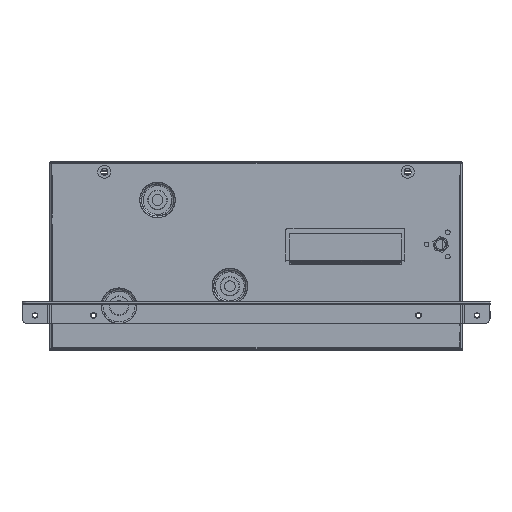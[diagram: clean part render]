
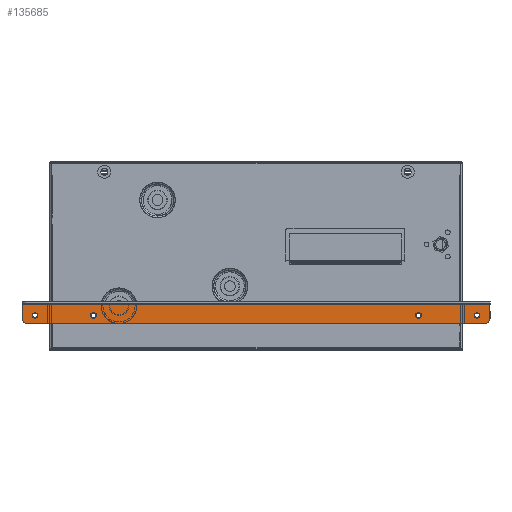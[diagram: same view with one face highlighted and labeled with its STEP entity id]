
A CAD part, front view. The second image highlights one B-rep face of the part: STEP entity #135685.
In plain terms, the highlighted planar face has unit normal (0, -1, 0).
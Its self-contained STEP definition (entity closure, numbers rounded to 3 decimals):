
#8153 = DIRECTION ( 'NONE',  ( 0., 0., 1. ) ) ;
#9305 = CIRCLE ( 'NONE', #100671, 5. ) ;
#9485 = VERTEX_POINT ( 'NONE', #226045 ) ;
#10448 = ORIENTED_EDGE ( 'NONE', *, *, #227153, .F. ) ;
#14562 = VERTEX_POINT ( 'NONE', #90267 ) ;
#16037 = CIRCLE ( 'NONE', #37831, 2.25 ) ;
#18728 = ORIENTED_EDGE ( 'NONE', *, *, #72418, .T. ) ;
#20312 = AXIS2_PLACEMENT_3D ( 'NONE', #87524, #206164, #83527 ) ;
#20452 = VERTEX_POINT ( 'NONE', #205578 ) ;
#20618 = FACE_OUTER_BOUND ( 'NONE', #78302, .T. ) ;
#21041 = CARTESIAN_POINT ( 'NONE',  ( 150., -408.05, 31.5 ) ) ;
#24240 = CARTESIAN_POINT ( 'NONE',  ( 206.5, -408.05, 31.5 ) ) ;
#24734 = ORIENTED_EDGE ( 'NONE', *, *, #197168, .T. ) ;
#25218 = DIRECTION ( 'NONE',  ( -1., 0., 0. ) ) ;
#31531 = DIRECTION ( 'NONE',  ( 0., 0., -1. ) ) ;
#31763 = CARTESIAN_POINT ( 'NONE',  ( 204., -408.05, 31.5 ) ) ;
#32213 = EDGE_CURVE ( 'NONE', #14562, #62689, #198792, .T. ) ;
#32415 = CARTESIAN_POINT ( 'NONE',  ( 216., -408.05, 42. ) ) ;
#34029 = CIRCLE ( 'NONE', #134163, 2.5 ) ;
#37744 = ORIENTED_EDGE ( 'NONE', *, *, #53393, .T. ) ;
#37831 = AXIS2_PLACEMENT_3D ( 'NONE', #21041, #104116, #229440 ) ;
#39311 = DIRECTION ( 'NONE',  ( 0., 0., -1. ) ) ;
#40679 = CARTESIAN_POINT ( 'NONE',  ( 150., -408.05, 31.5 ) ) ;
#47664 = VERTEX_POINT ( 'NONE', #175943 ) ;
#49450 = VERTEX_POINT ( 'NONE', #24240 ) ;
#53393 = EDGE_CURVE ( 'NONE', #108228, #238765, #16037, .T. ) ;
#53510 = CIRCLE ( 'NONE', #170957, 2.25 ) ;
#57694 = EDGE_CURVE ( 'NONE', #238765, #108228, #99595, .T. ) ;
#58011 = DIRECTION ( 'NONE',  ( 1., 0., 0. ) ) ;
#58945 = ORIENTED_EDGE ( 'NONE', *, *, #242416, .T. ) ;
#59572 = CARTESIAN_POINT ( 'NONE',  ( -216., -408.05, 42. ) ) ;
#62689 = VERTEX_POINT ( 'NONE', #32415 ) ;
#62835 = FACE_BOUND ( 'NONE', #202267, .T. ) ;
#64050 = EDGE_CURVE ( 'NONE', #64091, #164634, #141335, .T. ) ;
#64091 = VERTEX_POINT ( 'NONE', #59572 ) ;
#64350 = EDGE_CURVE ( 'NONE', #49450, #156282, #110247, .T. ) ;
#64829 = VERTEX_POINT ( 'NONE', #109174 ) ;
#72418 = EDGE_CURVE ( 'NONE', #100187, #185713, #121359, .T. ) ;
#76528 = LINE ( 'NONE', #94284, #247665 ) ;
#78302 = EDGE_LOOP ( 'NONE', ( #119018, #24734, #160452, #107009, #209826, #10448 ) ) ;
#81528 = CARTESIAN_POINT ( 'NONE',  ( 147.75, -408.05, 31.5 ) ) ;
#81530 = DIRECTION ( 'NONE',  ( 1., 0., 0. ) ) ;
#83527 = DIRECTION ( 'NONE',  ( 1., 0., 0. ) ) ;
#85569 = DIRECTION ( 'NONE',  ( 0., 1., 0. ) ) ;
#85944 = DIRECTION ( 'NONE',  ( 1., 0., 0. ) ) ;
#87524 = CARTESIAN_POINT ( 'NONE',  ( -150., -408.05, 31.5 ) ) ;
#90267 = CARTESIAN_POINT ( 'NONE',  ( 216., -408.05, 29. ) ) ;
#93131 = EDGE_CURVE ( 'NONE', #64829, #47664, #96198, .T. ) ;
#94284 = CARTESIAN_POINT ( 'NONE',  ( 216., -408.05, 42. ) ) ;
#96099 = CARTESIAN_POINT ( 'NONE',  ( 204., -408.05, 31.5 ) ) ;
#96198 = LINE ( 'NONE', #116634, #123895 ) ;
#98498 = CARTESIAN_POINT ( 'NONE',  ( 201.5, -408.05, 31.5 ) ) ;
#98785 = DIRECTION ( 'NONE',  ( 0., 1., 0. ) ) ;
#99595 = CIRCLE ( 'NONE', #134411, 2.25 ) ;
#100187 = VERTEX_POINT ( 'NONE', #205781 ) ;
#100441 = EDGE_LOOP ( 'NONE', ( #178078, #124601 ) ) ;
#100671 = AXIS2_PLACEMENT_3D ( 'NONE', #265431, #142822, #39311 ) ;
#101476 = DIRECTION ( 'NONE',  ( -1., 0., 0. ) ) ;
#103185 = CARTESIAN_POINT ( 'NONE',  ( -204., -408.05, 31.5 ) ) ;
#104116 = DIRECTION ( 'NONE',  ( 0., 1., 0. ) ) ;
#107009 = ORIENTED_EDGE ( 'NONE', *, *, #122855, .F. ) ;
#108228 = VERTEX_POINT ( 'NONE', #81528 ) ;
#109174 = CARTESIAN_POINT ( 'NONE',  ( -211., -408.05, 24. ) ) ;
#110247 = CIRCLE ( 'NONE', #118995, 2.5 ) ;
#111405 = AXIS2_PLACEMENT_3D ( 'NONE', #103185, #165818, #164478 ) ;
#113004 = EDGE_CURVE ( 'NONE', #185713, #100187, #202626, .T. ) ;
#116634 = CARTESIAN_POINT ( 'NONE',  ( -216., -408.05, 24. ) ) ;
#118995 = AXIS2_PLACEMENT_3D ( 'NONE', #96099, #98785, #101476 ) ;
#119018 = ORIENTED_EDGE ( 'NONE', *, *, #32213, .T. ) ;
#121359 = CIRCLE ( 'NONE', #156168, 2.5 ) ;
#122855 = EDGE_CURVE ( 'NONE', #64829, #164634, #158045, .T. ) ;
#123895 = VECTOR ( 'NONE', #58011, 1000. ) ;
#124601 = ORIENTED_EDGE ( 'NONE', *, *, #64350, .T. ) ;
#130747 = CARTESIAN_POINT ( 'NONE',  ( -206.5, -408.05, 31.5 ) ) ;
#134163 = AXIS2_PLACEMENT_3D ( 'NONE', #31763, #214324, #257887 ) ;
#134411 = AXIS2_PLACEMENT_3D ( 'NONE', #40679, #85569, #81530 ) ;
#135685 = ADVANCED_FACE ( 'NONE', ( #20618, #208585, #62835, #230347, #184115 ), #246742, .T. ) ;
#137207 = ORIENTED_EDGE ( 'NONE', *, *, #57694, .T. ) ;
#141335 = LINE ( 'NONE', #267957, #157889 ) ;
#142822 = DIRECTION ( 'NONE',  ( 0., 1., 0. ) ) ;
#144573 = CARTESIAN_POINT ( 'NONE',  ( 0., -408.05, 42.5 ) ) ;
#156168 = AXIS2_PLACEMENT_3D ( 'NONE', #166944, #258073, #25218 ) ;
#156282 = VERTEX_POINT ( 'NONE', #98498 ) ;
#157889 = VECTOR ( 'NONE', #186236, 1000. ) ;
#158045 = CIRCLE ( 'NONE', #223386, 5. ) ;
#160452 = ORIENTED_EDGE ( 'NONE', *, *, #64050, .T. ) ;
#164478 = DIRECTION ( 'NONE',  ( -1., 0., 0. ) ) ;
#164634 = VERTEX_POINT ( 'NONE', #219101 ) ;
#165818 = DIRECTION ( 'NONE',  ( 0., 1., 0. ) ) ;
#166346 = DIRECTION ( 'NONE',  ( 0., -1., 0. ) ) ;
#166944 = CARTESIAN_POINT ( 'NONE',  ( -204., -408.05, 31.5 ) ) ;
#169972 = ORIENTED_EDGE ( 'NONE', *, *, #113004, .T. ) ;
#170957 = AXIS2_PLACEMENT_3D ( 'NONE', #175859, #254897, #256224 ) ;
#175859 = CARTESIAN_POINT ( 'NONE',  ( -150., -408.05, 31.5 ) ) ;
#175943 = CARTESIAN_POINT ( 'NONE',  ( 211., -408.05, 24. ) ) ;
#178078 = ORIENTED_EDGE ( 'NONE', *, *, #236017, .T. ) ;
#180087 = DIRECTION ( 'NONE',  ( -1., 0., 0. ) ) ;
#184115 = FACE_BOUND ( 'NONE', #234710, .T. ) ;
#185713 = VERTEX_POINT ( 'NONE', #130747 ) ;
#186236 = DIRECTION ( 'NONE',  ( 0., 0., -1. ) ) ;
#197168 = EDGE_CURVE ( 'NONE', #62689, #64091, #76528, .T. ) ;
#198792 = LINE ( 'NONE', #258768, #207935 ) ;
#202267 = EDGE_LOOP ( 'NONE', ( #137207, #37744 ) ) ;
#202626 = CIRCLE ( 'NONE', #111405, 2.5 ) ;
#202854 = ORIENTED_EDGE ( 'NONE', *, *, #216130, .T. ) ;
#205578 = CARTESIAN_POINT ( 'NONE',  ( -152.25, -408.05, 31.5 ) ) ;
#205781 = CARTESIAN_POINT ( 'NONE',  ( -201.5, -408.05, 31.5 ) ) ;
#206164 = DIRECTION ( 'NONE',  ( 0., 1., 0. ) ) ;
#207935 = VECTOR ( 'NONE', #8153, 1000. ) ;
#208585 = FACE_BOUND ( 'NONE', #249182, .T. ) ;
#209826 = ORIENTED_EDGE ( 'NONE', *, *, #93131, .T. ) ;
#211895 = CARTESIAN_POINT ( 'NONE',  ( 152.25, -408.05, 31.5 ) ) ;
#214101 = DIRECTION ( 'NONE',  ( 0., 1., 0. ) ) ;
#214324 = DIRECTION ( 'NONE',  ( 0., 1., 0. ) ) ;
#216130 = EDGE_CURVE ( 'NONE', #20452, #9485, #233611, .T. ) ;
#217850 = AXIS2_PLACEMENT_3D ( 'NONE', #144573, #166346, #85944 ) ;
#218142 = CARTESIAN_POINT ( 'NONE',  ( -211., -408.05, 29. ) ) ;
#219101 = CARTESIAN_POINT ( 'NONE',  ( -216., -408.05, 29. ) ) ;
#223386 = AXIS2_PLACEMENT_3D ( 'NONE', #218142, #214101, #31531 ) ;
#226045 = CARTESIAN_POINT ( 'NONE',  ( -147.75, -408.05, 31.5 ) ) ;
#227153 = EDGE_CURVE ( 'NONE', #14562, #47664, #9305, .T. ) ;
#229440 = DIRECTION ( 'NONE',  ( 1., 0., 0. ) ) ;
#230347 = FACE_BOUND ( 'NONE', #100441, .T. ) ;
#233611 = CIRCLE ( 'NONE', #20312, 2.25 ) ;
#234710 = EDGE_LOOP ( 'NONE', ( #169972, #18728 ) ) ;
#236017 = EDGE_CURVE ( 'NONE', #156282, #49450, #34029, .T. ) ;
#238765 = VERTEX_POINT ( 'NONE', #211895 ) ;
#242416 = EDGE_CURVE ( 'NONE', #9485, #20452, #53510, .T. ) ;
#246742 = PLANE ( 'NONE',  #217850 ) ;
#247665 = VECTOR ( 'NONE', #180087, 1000. ) ;
#249182 = EDGE_LOOP ( 'NONE', ( #58945, #202854 ) ) ;
#254897 = DIRECTION ( 'NONE',  ( 0., 1., 0. ) ) ;
#256224 = DIRECTION ( 'NONE',  ( 1., 0., 0. ) ) ;
#257887 = DIRECTION ( 'NONE',  ( -1., 0., 0. ) ) ;
#258073 = DIRECTION ( 'NONE',  ( 0., 1., 0. ) ) ;
#258768 = CARTESIAN_POINT ( 'NONE',  ( 216., -408.05, 24. ) ) ;
#265431 = CARTESIAN_POINT ( 'NONE',  ( 211., -408.05, 29. ) ) ;
#267957 = CARTESIAN_POINT ( 'NONE',  ( -216., -408.05, 42.5 ) ) ;
